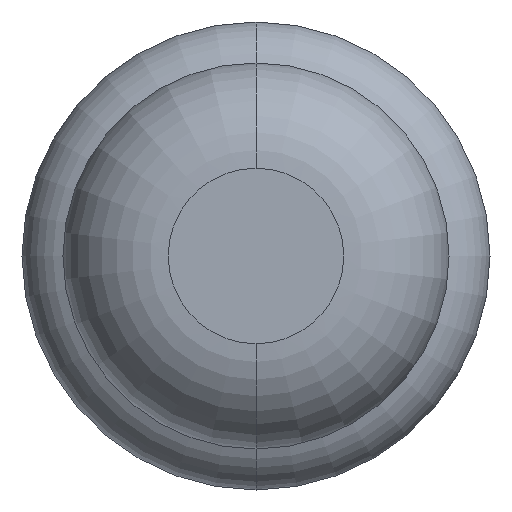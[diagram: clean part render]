
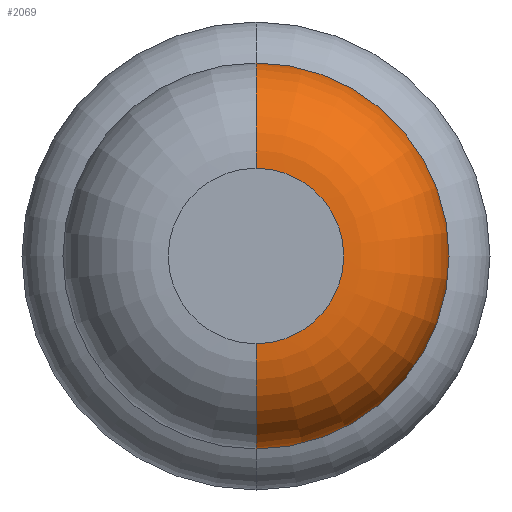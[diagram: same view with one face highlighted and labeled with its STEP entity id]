
A CAD part, front view. The second image highlights one B-rep face of the part: STEP entity #2069.
In plain terms, the highlighted toroidal (fillet/blend) face has major radius 0.375 mm and minor radius 0.45 mm.
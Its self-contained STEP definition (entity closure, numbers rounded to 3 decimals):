
#4 = DIRECTION ( 'NONE',  ( 0., 0., 1. ) ) ;
#116 = AXIS2_PLACEMENT_3D ( 'NONE', #905, #682, #656 ) ;
#137 = CARTESIAN_POINT ( 'NONE',  ( 0., -26.95, -0.375 ) ) ;
#441 = FACE_OUTER_BOUND ( 'NONE', #1022, .T. ) ;
#575 = ORIENTED_EDGE ( 'NONE', *, *, #2440, .T. ) ;
#603 = ORIENTED_EDGE ( 'NONE', *, *, #2565, .F. ) ;
#656 = DIRECTION ( 'NONE',  ( 0., 0., 1. ) ) ;
#682 = DIRECTION ( 'NONE',  ( 0., 1., 0. ) ) ;
#905 = CARTESIAN_POINT ( 'NONE',  ( 0., -26.95, 0. ) ) ;
#983 = CARTESIAN_POINT ( 'NONE',  ( 0., -26.95, 0.825 ) ) ;
#1022 = EDGE_LOOP ( 'NONE', ( #575, #1714, #603, #1881 ) ) ;
#1042 = CIRCLE ( 'NONE', #2602, 0.45 ) ;
#1076 = TOROIDAL_SURFACE ( 'NONE', #1809, 0.375, 0.45 ) ;
#1096 = CARTESIAN_POINT ( 'NONE',  ( 0., -27.4, 0. ) ) ;
#1162 = VERTEX_POINT ( 'NONE', #1643 ) ;
#1198 = CIRCLE ( 'NONE', #1830, 0.45 ) ;
#1346 = CIRCLE ( 'NONE', #116, 0.825 ) ;
#1353 = DIRECTION ( 'NONE',  ( 0., 0., 1. ) ) ;
#1375 = EDGE_CURVE ( 'NONE', #2393, #1162, #1198, .T. ) ;
#1483 = DIRECTION ( 'NONE',  ( 1., 0., 0. ) ) ;
#1643 = CARTESIAN_POINT ( 'NONE',  ( 0., -26.95, -0.825 ) ) ;
#1714 = ORIENTED_EDGE ( 'NONE', *, *, #1375, .T. ) ;
#1809 = AXIS2_PLACEMENT_3D ( 'NONE', #2629, #2416, #2643 ) ;
#1830 = AXIS2_PLACEMENT_3D ( 'NONE', #137, #1483, #2028 ) ;
#1881 = ORIENTED_EDGE ( 'NONE', *, *, #3257, .F. ) ;
#1957 = CARTESIAN_POINT ( 'NONE',  ( 0., -27.4, 0.375 ) ) ;
#2028 = DIRECTION ( 'NONE',  ( 0., 0., -1. ) ) ;
#2069 = ADVANCED_FACE ( 'Defeature ausgef�hrt1_25', ( #441 ), #1076, .T. ) ;
#2364 = CIRCLE ( 'NONE', #3510, 0.375 ) ;
#2393 = VERTEX_POINT ( 'NONE', #2437 ) ;
#2416 = DIRECTION ( 'NONE',  ( 0., 1., 0. ) ) ;
#2437 = CARTESIAN_POINT ( 'NONE',  ( 0., -27.4, -0.375 ) ) ;
#2440 = EDGE_CURVE ( 'Defeature ausgef�hrt1_25+Defeature ausgef�hrt1_24+Defeature ausgef�hrt1_24+Defeature ausgef�hrt1_24', #2541, #2393, #2364, .T. ) ;
#2541 = VERTEX_POINT ( 'NONE', #1957 ) ;
#2565 = EDGE_CURVE ( 'Defeature ausgef�hrt1_26+Defeature ausgef�hrt1_25+Defeature ausgef�hrt1_25+Defeature ausgef�hrt1_25', #2772, #1162, #1346, .T. ) ;
#2602 = AXIS2_PLACEMENT_3D ( 'NONE', #3256, #2980, #4 ) ;
#2629 = CARTESIAN_POINT ( 'NONE',  ( 0., -26.95, 0. ) ) ;
#2643 = DIRECTION ( 'NONE',  ( 0., 0., 1. ) ) ;
#2696 = DIRECTION ( 'NONE',  ( 0., 1., 0. ) ) ;
#2772 = VERTEX_POINT ( 'NONE', #983 ) ;
#2980 = DIRECTION ( 'NONE',  ( -1., 0., 0. ) ) ;
#3256 = CARTESIAN_POINT ( 'NONE',  ( 0., -26.95, 0.375 ) ) ;
#3257 = EDGE_CURVE ( 'NONE', #2541, #2772, #1042, .T. ) ;
#3510 = AXIS2_PLACEMENT_3D ( 'NONE', #1096, #2696, #1353 ) ;
